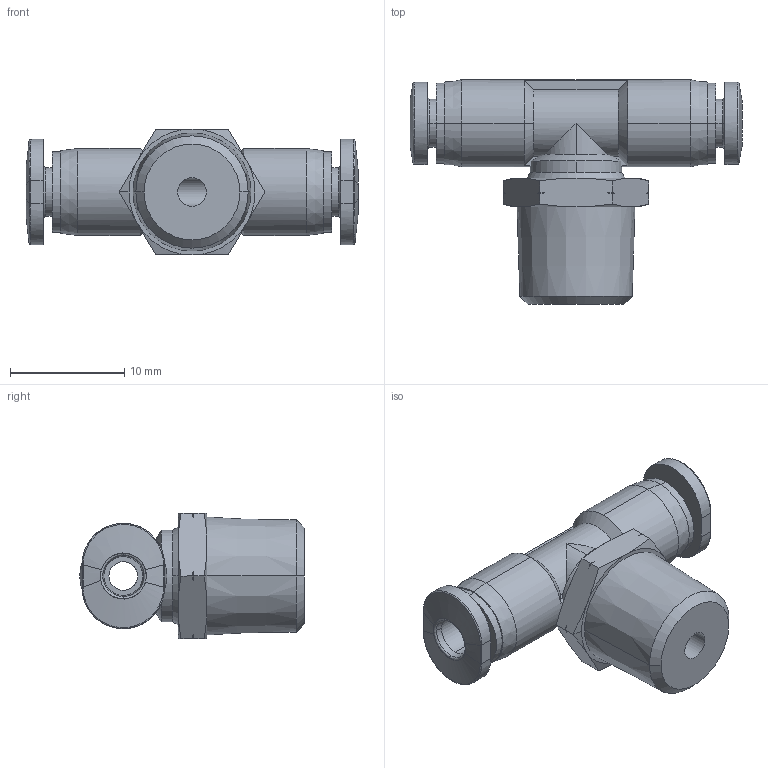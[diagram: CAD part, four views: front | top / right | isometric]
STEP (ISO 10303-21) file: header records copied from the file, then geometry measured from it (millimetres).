
FILE_DESCRIPTION (( 'STEP AP203' ), '1' );
FILE_NAME ('MBT18-18N.step', '2016-02-15T20:00:38', ( '' ), ( '' ), 'SwSTEP 2.0', 'SolidWorks 2015', '' );
FILE_SCHEMA (( 'CONFIG_CONTROL_DESIGN' ));
Length unit declared in the file: inch
Products named in the file (1): MBT18-18N
Bounding box: 29 x 19.6 x 11 mm (x, y, z)
Volume: 1854.9 mm3; surface area: 1804.4 mm2
Topology: 1 solids, 1 shells, 146 faces, 356 edges, 221 vertices
Faces by surface type: cone 55, cylinder 34, plane 29, bspline 28
Entity records: 6675 total; most frequent: CARTESIAN_POINT 3410, ORIENTED_EDGE 712, DIRECTION 589, EDGE_CURVE 356, AXIS2_PLACEMENT_3D 239, VERTEX_POINT 221, EDGE_LOOP 159, ADVANCED_FACE 146
